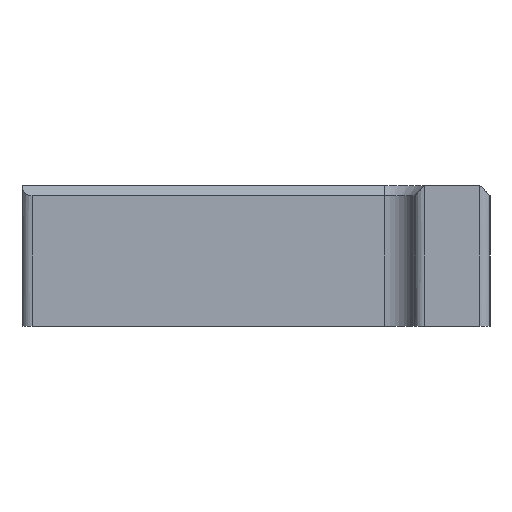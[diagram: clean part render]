
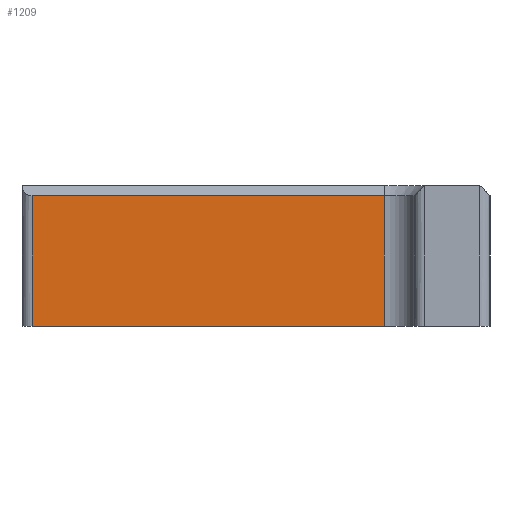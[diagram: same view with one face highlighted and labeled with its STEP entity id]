
A CAD part, left-side view. The second image highlights one B-rep face of the part: STEP entity #1209.
In plain terms, the highlighted planar face has unit normal (-1, 0, 0).
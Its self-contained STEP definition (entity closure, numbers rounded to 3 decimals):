
#147=FACE_OUTER_BOUND('',#219,.T.);
#219=EDGE_LOOP('',(#969,#970,#971,#972));
#330=LINE('',#2006,#448);
#335=LINE('',#2016,#453);
#336=LINE('',#2020,#454);
#337=LINE('',#2021,#455);
#448=VECTOR('',#1632,10.);
#453=VECTOR('',#1641,10.);
#454=VECTOR('',#1646,10.);
#455=VECTOR('',#1647,10.);
#577=VERTEX_POINT('',#1998);
#579=VERTEX_POINT('',#2004);
#582=VERTEX_POINT('',#2015);
#583=VERTEX_POINT('',#2019);
#726=EDGE_CURVE('',#579,#577,#330,.T.);
#731=EDGE_CURVE('',#577,#582,#335,.T.);
#733=EDGE_CURVE('',#583,#579,#336,.T.);
#734=EDGE_CURVE('',#582,#583,#337,.T.);
#969=ORIENTED_EDGE('',*,*,#726,.F.);
#970=ORIENTED_EDGE('',*,*,#733,.F.);
#971=ORIENTED_EDGE('',*,*,#734,.F.);
#972=ORIENTED_EDGE('',*,*,#731,.F.);
#1152=PLANE('',#1336);
#1209=ADVANCED_FACE('',(#147),#1152,.T.);
#1336=AXIS2_PLACEMENT_3D('',#2018,#1644,#1645);
#1632=DIRECTION('',(0.,-1.,0.));
#1641=DIRECTION('',(0.,0.,-1.));
#1644=DIRECTION('center_axis',(-1.,0.,0.));
#1645=DIRECTION('ref_axis',(0.,-1.,0.));
#1646=DIRECTION('',(0.,0.,1.));
#1647=DIRECTION('',(0.,1.,0.));
#1998=CARTESIAN_POINT('',(-123.3,53.363,29.547));
#2004=CARTESIAN_POINT('',(-123.3,70.913,29.547));
#2006=CARTESIAN_POINT('',(-123.3,65.584,29.547));
#2015=CARTESIAN_POINT('',(-123.3,53.363,23.047));
#2016=CARTESIAN_POINT('',(-123.3,53.363,23.047));
#2018=CARTESIAN_POINT('Origin',(-123.3,71.413,23.047));
#2019=CARTESIAN_POINT('',(-123.3,70.913,23.047));
#2020=CARTESIAN_POINT('',(-123.3,70.913,23.047));
#2021=CARTESIAN_POINT('',(-123.3,51.863,23.047));
